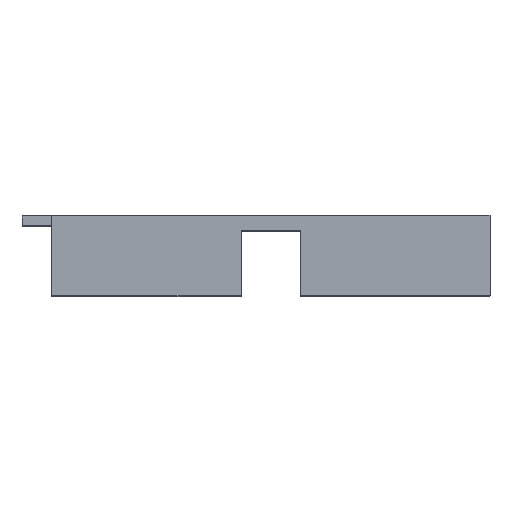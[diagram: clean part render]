
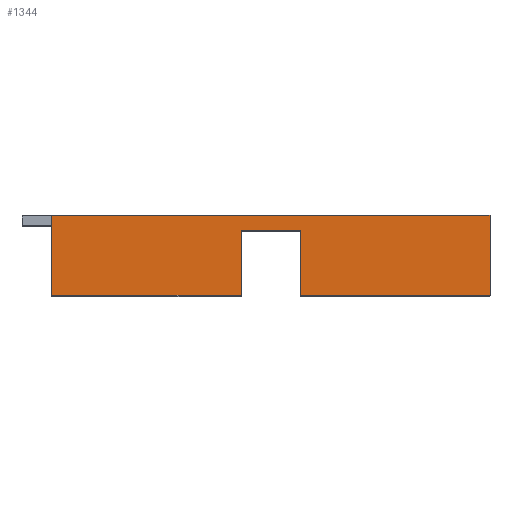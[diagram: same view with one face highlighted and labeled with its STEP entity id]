
A CAD part, top view. The second image highlights one B-rep face of the part: STEP entity #1344.
In plain terms, the highlighted planar face has unit normal (0, 0, 1).
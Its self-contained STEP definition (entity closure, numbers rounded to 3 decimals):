
#21 = VERTEX_POINT ( 'NONE', #1538 ) ;
#35 = VERTEX_POINT ( 'NONE', #922 ) ;
#41 = CARTESIAN_POINT ( 'NONE',  ( 15.5, -1., 39. ) ) ;
#45 = FACE_OUTER_BOUND ( 'NONE', #638, .T. ) ;
#77 = CARTESIAN_POINT ( 'NONE',  ( 9.5, -1., 39. ) ) ;
#79 = ORIENTED_EDGE ( 'NONE', *, *, #753, .T. ) ;
#85 = VECTOR ( 'NONE', #500, 1000. ) ;
#134 = CARTESIAN_POINT ( 'NONE',  ( 34.5, 0.5, 39. ) ) ;
#197 = AXIS2_PLACEMENT_3D ( 'NONE', #684, #312, #444 ) ;
#199 = CARTESIAN_POINT ( 'NONE',  ( 9.5, -1., 39. ) ) ;
#242 = ORIENTED_EDGE ( 'NONE', *, *, #566, .T. ) ;
#244 = VERTEX_POINT ( 'NONE', #505 ) ;
#255 = LINE ( 'NONE', #1289, #818 ) ;
#265 = ORIENTED_EDGE ( 'NONE', *, *, #552, .F. ) ;
#280 = VERTEX_POINT ( 'NONE', #460 ) ;
#303 = VERTEX_POINT ( 'NONE', #41 ) ;
#312 = DIRECTION ( 'NONE',  ( 0., 0., 1. ) ) ;
#315 = CARTESIAN_POINT ( 'NONE',  ( 15.5, -1., 39. ) ) ;
#320 = CARTESIAN_POINT ( 'NONE',  ( 9.5, -1., 39. ) ) ;
#440 = DIRECTION ( 'NONE',  ( 0., -1., 0. ) ) ;
#444 = DIRECTION ( 'NONE',  ( 1., 0., 0. ) ) ;
#460 = CARTESIAN_POINT ( 'NONE',  ( -9.5, -7.5, 39. ) ) ;
#483 = VECTOR ( 'NONE', #1147, 1000. ) ;
#500 = DIRECTION ( 'NONE',  ( -1., 0., 0. ) ) ;
#505 = CARTESIAN_POINT ( 'NONE',  ( 34.5, 0.5, 39. ) ) ;
#521 = LINE ( 'NONE', #892, #483 ) ;
#540 = EDGE_CURVE ( 'NONE', #244, #21, #1394, .T. ) ;
#552 = EDGE_CURVE ( 'NONE', #280, #21, #721, .T. ) ;
#566 = EDGE_CURVE ( 'NONE', #1347, #303, #1267, .T. ) ;
#638 = EDGE_LOOP ( 'NONE', ( #1156, #242, #1154, #1495, #79, #1529, #265, #951 ) ) ;
#675 = DIRECTION ( 'NONE',  ( 0., 1., 0. ) ) ;
#684 = CARTESIAN_POINT ( 'NONE',  ( 34.5, 0.5, 39. ) ) ;
#721 = LINE ( 'NONE', #1341, #1311 ) ;
#748 = VERTEX_POINT ( 'NONE', #1295 ) ;
#753 = EDGE_CURVE ( 'NONE', #35, #244, #255, .T. ) ;
#818 = VECTOR ( 'NONE', #1285, 1000. ) ;
#830 = LINE ( 'NONE', #315, #1373 ) ;
#866 = DIRECTION ( 'NONE',  ( 0., 1., 0. ) ) ;
#892 = CARTESIAN_POINT ( 'NONE',  ( 34.5, -7.5, 39. ) ) ;
#922 = CARTESIAN_POINT ( 'NONE',  ( 34.5, -7.5, 39. ) ) ;
#951 = ORIENTED_EDGE ( 'NONE', *, *, #1230, .F. ) ;
#962 = VECTOR ( 'NONE', #1388, 1000. ) ;
#998 = LINE ( 'NONE', #320, #1071 ) ;
#1019 = PLANE ( 'NONE',  #197 ) ;
#1022 = CARTESIAN_POINT ( 'NONE',  ( 34.5, -7.5, 39. ) ) ;
#1042 = VERTEX_POINT ( 'NONE', #1470 ) ;
#1071 = VECTOR ( 'NONE', #675, 1000. ) ;
#1147 = DIRECTION ( 'NONE',  ( -1., 0., 0. ) ) ;
#1154 = ORIENTED_EDGE ( 'NONE', *, *, #1325, .T. ) ;
#1156 = ORIENTED_EDGE ( 'NONE', *, *, #1332, .T. ) ;
#1230 = EDGE_CURVE ( 'NONE', #748, #280, #1288, .T. ) ;
#1249 = DIRECTION ( 'NONE',  ( -1., 0., 0. ) ) ;
#1267 = LINE ( 'NONE', #199, #962 ) ;
#1285 = DIRECTION ( 'NONE',  ( 0., 1., 0. ) ) ;
#1288 = LINE ( 'NONE', #1022, #1331 ) ;
#1289 = CARTESIAN_POINT ( 'NONE',  ( 34.5, 0.5, 39. ) ) ;
#1295 = CARTESIAN_POINT ( 'NONE',  ( 9.5, -7.5, 39. ) ) ;
#1300 = EDGE_CURVE ( 'NONE', #35, #1042, #521, .T. ) ;
#1311 = VECTOR ( 'NONE', #866, 1000. ) ;
#1325 = EDGE_CURVE ( 'NONE', #303, #1042, #830, .T. ) ;
#1331 = VECTOR ( 'NONE', #1249, 1000. ) ;
#1332 = EDGE_CURVE ( 'NONE', #748, #1347, #998, .T. ) ;
#1341 = CARTESIAN_POINT ( 'NONE',  ( -9.5, 0.5, 39. ) ) ;
#1344 = ADVANCED_FACE ( 'NONE', ( #45 ), #1019, .T. ) ;
#1347 = VERTEX_POINT ( 'NONE', #77 ) ;
#1373 = VECTOR ( 'NONE', #440, 1000. ) ;
#1388 = DIRECTION ( 'NONE',  ( 1., 0., 0. ) ) ;
#1394 = LINE ( 'NONE', #134, #85 ) ;
#1470 = CARTESIAN_POINT ( 'NONE',  ( 15.5, -7.5, 39. ) ) ;
#1495 = ORIENTED_EDGE ( 'NONE', *, *, #1300, .F. ) ;
#1529 = ORIENTED_EDGE ( 'NONE', *, *, #540, .T. ) ;
#1538 = CARTESIAN_POINT ( 'NONE',  ( -9.5, 0.5, 39. ) ) ;
